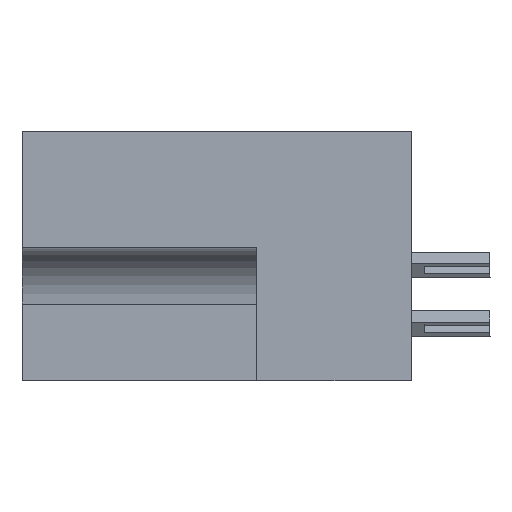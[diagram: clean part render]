
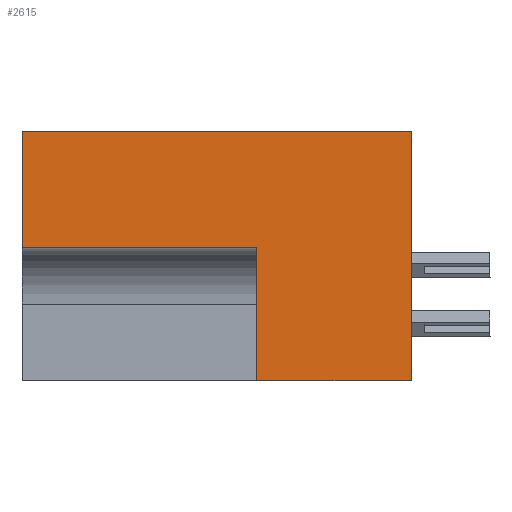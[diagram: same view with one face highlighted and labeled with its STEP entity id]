
A CAD part, left-side view. The second image highlights one B-rep face of the part: STEP entity #2615.
In plain terms, the highlighted planar face has unit normal (-1, 0, 0).
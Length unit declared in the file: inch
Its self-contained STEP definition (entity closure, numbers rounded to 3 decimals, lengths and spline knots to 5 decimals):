
#352 = LINE ( 'NONE', #14261, #11746 ) ;
#499 = VERTEX_POINT ( 'NONE', #18431 ) ;
#833 = EDGE_CURVE ( 'NONE', #9461, #2129, #8139, .T. ) ;
#920 = ORIENTED_EDGE ( 'NONE', *, *, #7230, .T. ) ;
#1583 = LINE ( 'NONE', #12573, #7788 ) ;
#2129 = VERTEX_POINT ( 'NONE', #5855 ) ;
#2243 = EDGE_CURVE ( 'NONE', #499, #16970, #6880, .T. ) ;
#2493 = AXIS2_PLACEMENT_3D ( 'NONE', #8766, #19370, #11785 ) ;
#2615 = ADVANCED_FACE ( 'NONE', ( #18479 ), #14777, .F. ) ;
#3053 = CARTESIAN_POINT ( 'NONE',  ( 0., 0.453, 0. ) ) ;
#3082 = VERTEX_POINT ( 'NONE', #12828 ) ;
#3771 = ORIENTED_EDGE ( 'NONE', *, *, #833, .F. ) ;
#4871 = EDGE_LOOP ( 'NONE', ( #10924, #3771, #18878, #17109, #920, #14161 ) ) ;
#5406 = CARTESIAN_POINT ( 'NONE',  ( 0., 0.328, -0.531 ) ) ;
#5855 = CARTESIAN_POINT ( 'NONE',  ( 0., 0.828, -0.248 ) ) ;
#6379 = VECTOR ( 'NONE', #18366, 39.37008 ) ;
#6880 = LINE ( 'NONE', #3053, #6379 ) ;
#7230 = EDGE_CURVE ( 'NONE', #3082, #16970, #1583, .T. ) ;
#7788 = VECTOR ( 'NONE', #17082, 39.37008 ) ;
#8139 = LINE ( 'NONE', #8881, #16440 ) ;
#8235 = EDGE_CURVE ( 'NONE', #13188, #3082, #352, .T. ) ;
#8405 = VECTOR ( 'NONE', #16700, 39.37008 ) ;
#8766 = CARTESIAN_POINT ( 'NONE',  ( 0., 0.453, 0. ) ) ;
#8798 = CARTESIAN_POINT ( 'NONE',  ( 0., 0.328, -0.248 ) ) ;
#8881 = CARTESIAN_POINT ( 'NONE',  ( 0., 0.328, -0.248 ) ) ;
#9461 = VERTEX_POINT ( 'NONE', #8798 ) ;
#10635 = VECTOR ( 'NONE', #13790, 39.37008 ) ;
#10924 = ORIENTED_EDGE ( 'NONE', *, *, #14422, .F. ) ;
#10962 = LINE ( 'NONE', #18048, #8405 ) ;
#11566 = LINE ( 'NONE', #12137, #10635 ) ;
#11746 = VECTOR ( 'NONE', #15844, 39.37008 ) ;
#11785 = DIRECTION ( 'NONE',  ( 0., 0., -1. ) ) ;
#12137 = CARTESIAN_POINT ( 'NONE',  ( 0., 0.328, -0.531 ) ) ;
#12573 = CARTESIAN_POINT ( 'NONE',  ( 0., 0., 0. ) ) ;
#12828 = CARTESIAN_POINT ( 'NONE',  ( 0., 0., -0.531 ) ) ;
#13188 = VERTEX_POINT ( 'NONE', #5406 ) ;
#13375 = DIRECTION ( 'NONE',  ( 0., 1., 0. ) ) ;
#13790 = DIRECTION ( 'NONE',  ( 0., 0., 1. ) ) ;
#14000 = CARTESIAN_POINT ( 'NONE',  ( 0., 0., 0. ) ) ;
#14161 = ORIENTED_EDGE ( 'NONE', *, *, #2243, .F. ) ;
#14261 = CARTESIAN_POINT ( 'NONE',  ( 0., 0.453, -0.531 ) ) ;
#14422 = EDGE_CURVE ( 'NONE', #2129, #499, #10962, .T. ) ;
#14777 = PLANE ( 'NONE',  #2493 ) ;
#15844 = DIRECTION ( 'NONE',  ( 0., -1., 0. ) ) ;
#16440 = VECTOR ( 'NONE', #13375, 39.37008 ) ;
#16700 = DIRECTION ( 'NONE',  ( 0., 0., 1. ) ) ;
#16970 = VERTEX_POINT ( 'NONE', #14000 ) ;
#17082 = DIRECTION ( 'NONE',  ( 0., 0., 1. ) ) ;
#17109 = ORIENTED_EDGE ( 'NONE', *, *, #8235, .T. ) ;
#17583 = EDGE_CURVE ( 'NONE', #13188, #9461, #11566, .T. ) ;
#18048 = CARTESIAN_POINT ( 'NONE',  ( 0., 0.828, 0. ) ) ;
#18366 = DIRECTION ( 'NONE',  ( 0., -1., 0. ) ) ;
#18431 = CARTESIAN_POINT ( 'NONE',  ( 0., 0.828, 0. ) ) ;
#18479 = FACE_OUTER_BOUND ( 'NONE', #4871, .T. ) ;
#18878 = ORIENTED_EDGE ( 'NONE', *, *, #17583, .F. ) ;
#19370 = DIRECTION ( 'NONE',  ( 1., 0., 0. ) ) ;
